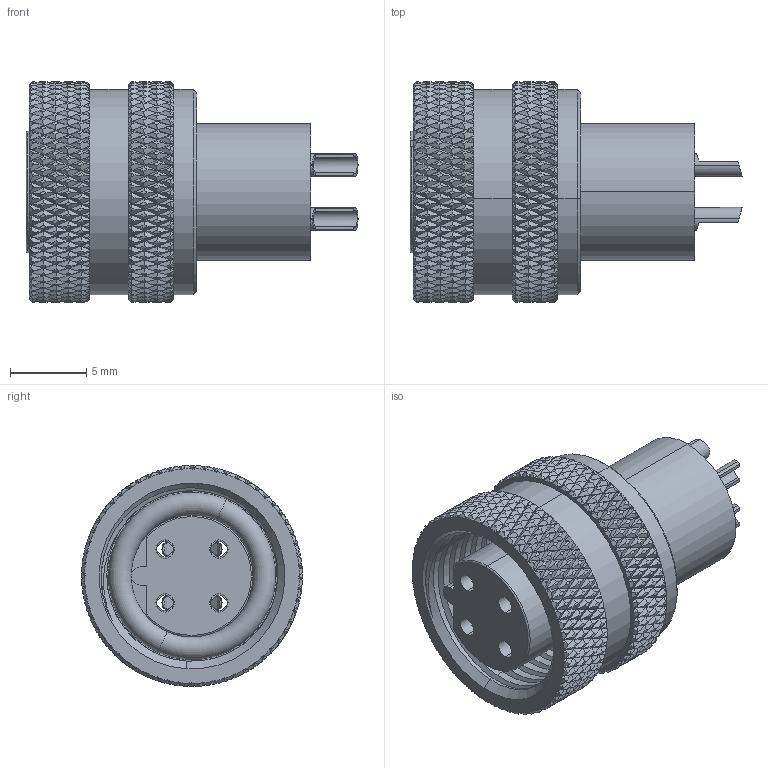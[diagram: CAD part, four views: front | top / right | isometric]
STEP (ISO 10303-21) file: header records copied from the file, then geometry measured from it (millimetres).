
FILE_DESCRIPTION (( 'STEP AP203' ), '1' );
FILE_NAME ('50-01014revA.STEP', '2023-02-03T22:12:28', ( '' ), ( '' ), 'SwSTEP 2.0', 'SolidWorks 2021', '' );
FILE_SCHEMA (( 'CONFIG_CONTROL_DESIGN' ));
Length unit declared in the file: millimetre
Products named in the file (5): 50-01014-02___; 50-01014-01___; 50-01014revA; 50-01014-04___; 50-01014-03___
Assembly tree (7 placements, depth 2):
  50-01014revA
    50-01014-01___
    50-01014-02___
    50-01014-03___  x4
    50-01014-04___
Bounding box: 21.8 x 14.5 x 14.5 mm (x, y, z)
Volume: 1679.6 mm3; surface area: 3124 mm2
Topology: 7 solids, 7 shells, 3013 faces, 8832 edges, 5849 vertices
Faces by surface type: bspline 1586, cylinder 695, cone 526, plane 127, torus 79
Entity records: 480262 total; most frequent: CARTESIAN_POINT 427020, ORIENTED_EDGE 16362, EDGE_CURVE 8181, B_SPLINE_CURVE_WITH_KNOTS 5516, VERTEX_POINT 5441, DIRECTION 4215, EDGE_LOOP 2782, FACE_OUTER_BOUND 2758
